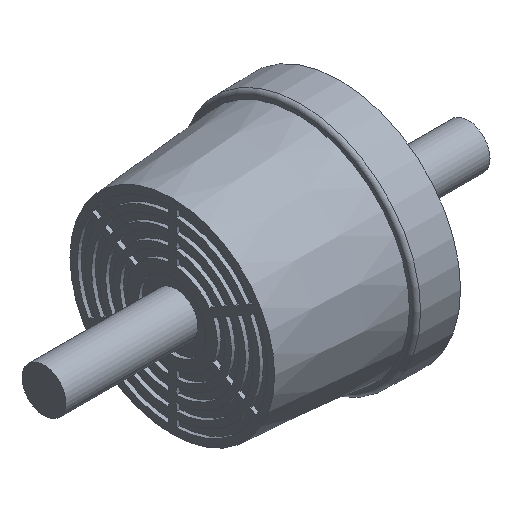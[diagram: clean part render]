
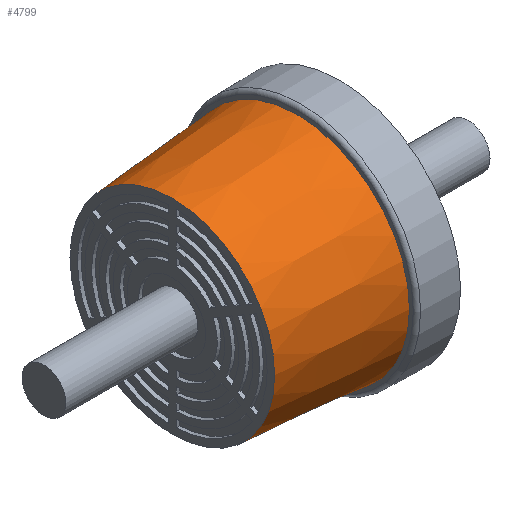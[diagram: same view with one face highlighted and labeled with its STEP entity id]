
A CAD part, isometric view. The second image highlights one B-rep face of the part: STEP entity #4799.
In plain terms, the highlighted conical face has half-angle 4.693 degrees and reference radius 28.875 mm.
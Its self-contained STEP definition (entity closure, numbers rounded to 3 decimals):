
#992=CONICAL_SURFACE('',#5312,28.875,4.693);
#1225=FACE_BOUND('',#1855,.T.);
#1507=FACE_OUTER_BOUND('',#1854,.T.);
#1854=EDGE_LOOP('',(#4511));
#1855=EDGE_LOOP('',(#4512));
#1864=CIRCLE('',#4810,30.25);
#2063=CIRCLE('',#5253,27.5);
#2093=VERTEX_POINT('',#6786);
#2516=VERTEX_POINT('',#8067);
#2538=EDGE_CURVE('',#2093,#2093,#1864,.T.);
#3152=EDGE_CURVE('',#2516,#2516,#2063,.T.);
#4511=ORIENTED_EDGE('',*,*,#3152,.T.);
#4512=ORIENTED_EDGE('',*,*,#2538,.F.);
#4799=ADVANCED_FACE('',(#1507,#1225),#992,.T.);
#4810=AXIS2_PLACEMENT_3D('',#6787,#5329,#5330);
#5253=AXIS2_PLACEMENT_3D('',#8068,#6630,#6631);
#5312=AXIS2_PLACEMENT_3D('',#8161,#6765,#6766);
#5329=DIRECTION('center_axis',(1.,0.,0.));
#5330=DIRECTION('ref_axis',(0.,0.,-1.));
#6630=DIRECTION('center_axis',(1.,0.,0.));
#6631=DIRECTION('ref_axis',(0.,0.,-1.));
#6765=DIRECTION('center_axis',(1.,0.,0.));
#6766=DIRECTION('ref_axis',(0.,1.,0.));
#6786=CARTESIAN_POINT('',(11.,30.25,0.));
#6787=CARTESIAN_POINT('Origin',(11.,0.,0.));
#8067=CARTESIAN_POINT('',(-22.5,27.5,0.));
#8068=CARTESIAN_POINT('Origin',(-22.5,0.,0.));
#8161=CARTESIAN_POINT('Origin',(-5.75,0.,
0.));
